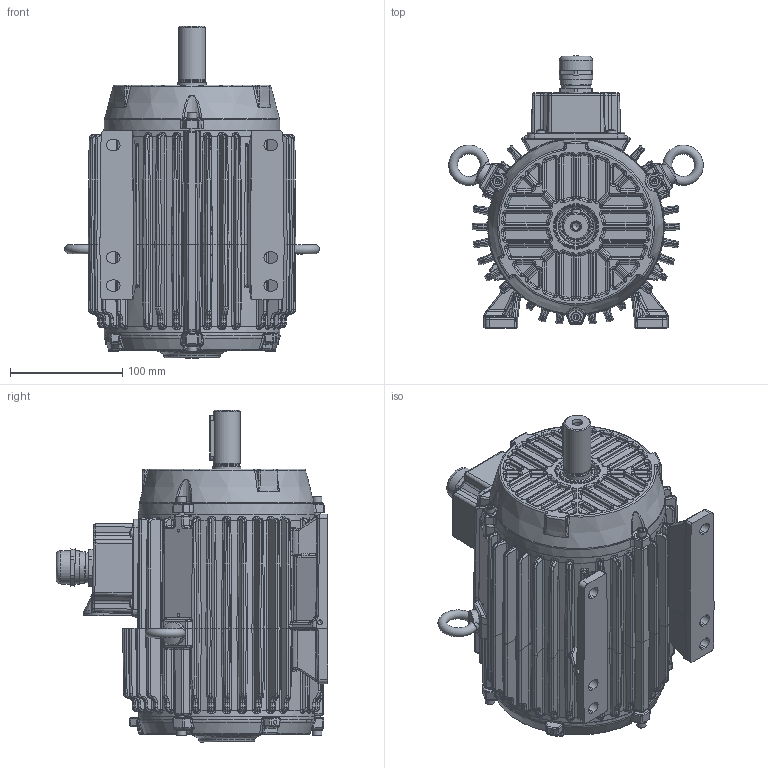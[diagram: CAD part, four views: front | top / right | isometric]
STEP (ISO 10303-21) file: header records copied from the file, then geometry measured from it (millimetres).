
FILE_DESCRIPTION(/* description */ (''),/* implementation_level */ '2;1');
FILE_NAME(/* name */ '652191701.stp',/* time_stamp */ '2023-01-23T11:38:58+03:00',/* author */ (''),/* organization */ (''),/* preprocessor_version */ 'ST-DEVELOPER v16',/* originating_system */ 'SIEMENS PLM Software NX 11.0',/* authorisation */ '');
FILE_SCHEMA (('AUTOMOTIVE_DESIGN { 1 0 10303 214 3 1 1 1 }'));
Products named in the file (1): 26032C0836B7xhlo
Bounding box: 226.51 x 241.78 x 295.3 mm (x, y, z)
Surface area: 410460.8 mm2 (no closed solid volume)
Topology: 0 solids, 44 shells, 4025 faces, 10285 edges, 5977 vertices
Faces by surface type: bspline 1539, cylinder 970, plane 751, torus 425, sphere 174, cone 166
Full cylindrical faces by diameter (mm): 2.5 x2, 4.2 x2, 5 x6, 6.8 x1, 8 x4, 8.28 x6, 8.4 x1, 18 x1, 20 x3, 23.4 x1, 24 x1, 25 x1, 26.619 x1, 28.143 x1, 29.591 x2, 32 x1, 62 x2
Entity records: 160328 total; most frequent: CARTESIAN_POINT 74310, ORIENTED_EDGE 18694, DIRECTION 16325, EDGE_CURVE 9963, AXIS2_PLACEMENT_3D 6955, VERTEX_POINT 5936, EDGE_LOOP 4231, ADVANCED_FACE 4025
